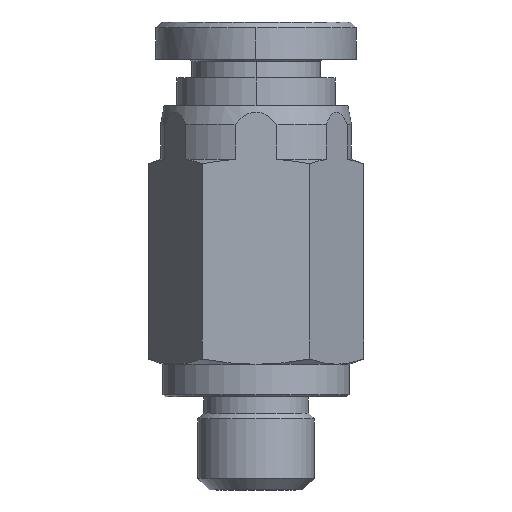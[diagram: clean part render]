
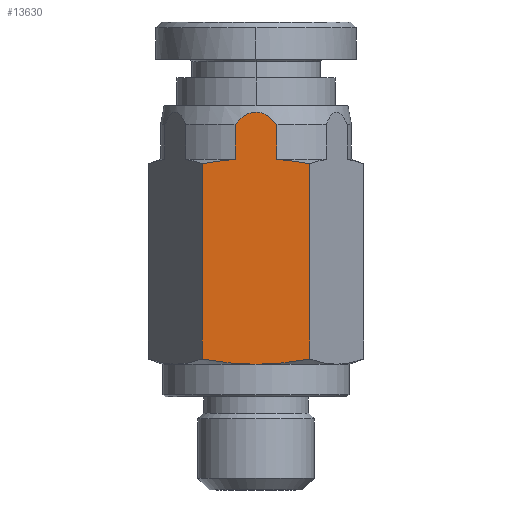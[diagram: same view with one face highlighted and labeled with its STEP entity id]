
A CAD part, left-side view. The second image highlights one B-rep face of the part: STEP entity #13630.
In plain terms, the highlighted planar face has unit normal (-1, 0, 0).
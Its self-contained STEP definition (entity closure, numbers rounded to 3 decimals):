
#630 = ORIENTED_EDGE ( 'NONE', *, *, #14442, .T. ) ;
#1407 = VERTEX_POINT ( 'NONE', #19033 ) ;
#1422 = CARTESIAN_POINT ( 'NONE',  ( 18.995, -2.309, 1.129 ) ) ;
#2256 = ORIENTED_EDGE ( 'NONE', *, *, #8133, .T. ) ;
#2418 = CARTESIAN_POINT ( 'NONE',  ( 18.995, -0.355, 11.668 ) ) ;
#2536 = EDGE_LOOP ( 'NONE', ( #18736, #10108, #3991, #10684, #630, #2256, #18755, #17256, #16077 ) ) ;
#2753 = CARTESIAN_POINT ( 'NONE',  ( 18.995, 0.9, -0.496 ) ) ;
#3262 = CARTESIAN_POINT ( 'NONE',  ( 18.995, 1.843, 9.6 ) ) ;
#3275 = AXIS2_PLACEMENT_3D ( 'NONE', #7148, #5322, #8757 ) ;
#3811 = CARTESIAN_POINT ( 'NONE',  ( 18.995, 0.182, 11.737 ) ) ;
#3991 = ORIENTED_EDGE ( 'NONE', *, *, #11725, .F. ) ;
#4015 = CARTESIAN_POINT ( 'NONE',  ( 18.995, -0.182, 11.737 ) ) ;
#4405 = EDGE_CURVE ( 'NONE', #17938, #9581, #19304, .T. ) ;
#5317 = CARTESIAN_POINT ( 'NONE',  ( 18.995, 0.777, 0.904 ) ) ;
#5322 = DIRECTION ( 'NONE',  ( -1., 0., 0. ) ) ;
#5568 = CARTESIAN_POINT ( 'NONE',  ( 18.995, -0.783, 11.341 ) ) ;
#5743 = LINE ( 'NONE', #2753, #13407 ) ;
#6302 = CARTESIAN_POINT ( 'NONE',  ( 18.995, 0.9, 9.704 ) ) ;
#6649 = CARTESIAN_POINT ( 'NONE',  ( 18.995, 1.546, 0.99 ) ) ;
#6906 = CARTESIAN_POINT ( 'NONE',  ( 18.995, 0.654, 11.469 ) ) ;
#6921 = CARTESIAN_POINT ( 'NONE',  ( 18.995, 0.9, 9.704 ) ) ;
#7039 = CARTESIAN_POINT ( 'NONE',  ( 18.995, -2.309, 9.515 ) ) ;
#7058 = CARTESIAN_POINT ( 'NONE',  ( 18.995, -0.653, 11.469 ) ) ;
#7148 = CARTESIAN_POINT ( 'NONE',  ( 18.995, -2.309, -0.496 ) ) ;
#7343 = CARTESIAN_POINT ( 'NONE',  ( 18.995, -0.9, 7.354 ) ) ;
#7398 = B_SPLINE_CURVE_WITH_KNOTS ( 'NONE', 3,
 ( #16549, #11679, #6906, #15113, #3811, #4015, #2418, #7058, #5568, #11957 ),
 .UNSPECIFIED., .F., .F.,
 ( 4, 2, 2, 2, 4 ),
 ( 0., 0.001, 0.001, 0.002, 0.002 ),
 .UNSPECIFIED. ) ;
#7757 = CARTESIAN_POINT ( 'NONE',  ( 18.995, -0.9, 11.204 ) ) ;
#8133 = EDGE_CURVE ( 'NONE', #17875, #16534, #9005, .T. ) ;
#8662 = VERTEX_POINT ( 'NONE', #16127 ) ;
#8757 = DIRECTION ( 'NONE',  ( 0., 0., 1. ) ) ;
#9005 = B_SPLINE_CURVE_WITH_KNOTS ( 'NONE', 3,
 ( #10931, #9501, #12493, #18671 ),
 .UNSPECIFIED., .F., .F.,
 ( 4, 4 ),
 ( 0., 0.002 ),
 .UNSPECIFIED. ) ;
#9501 = CARTESIAN_POINT ( 'NONE',  ( 18.995, -0.777, 0.904 ) ) ;
#9581 = VERTEX_POINT ( 'NONE', #12420 ) ;
#10108 = ORIENTED_EDGE ( 'NONE', *, *, #18775, .T. ) ;
#10327 = PLANE ( 'NONE',  #3275 ) ;
#10465 = VERTEX_POINT ( 'NONE', #6921 ) ;
#10642 = EDGE_CURVE ( 'NONE', #8662, #16534, #16203, .T. ) ;
#10682 = CARTESIAN_POINT ( 'NONE',  ( 18.995, 2.309, -0.496 ) ) ;
#10684 = ORIENTED_EDGE ( 'NONE', *, *, #4405, .T. ) ;
#10931 = CARTESIAN_POINT ( 'NONE',  ( 18.995, 0., 0.904 ) ) ;
#10983 = B_SPLINE_CURVE_WITH_KNOTS ( 'NONE', 3,
 ( #12851, #6649, #5317, #17715 ),
 .UNSPECIFIED., .F., .F.,
 ( 4, 4 ),
 ( 0., 0.002 ),
 .UNSPECIFIED. ) ;
#11679 = CARTESIAN_POINT ( 'NONE',  ( 18.995, 0.783, 11.341 ) ) ;
#11725 = EDGE_CURVE ( 'NONE', #17938, #10465, #14126, .T. ) ;
#11957 = CARTESIAN_POINT ( 'NONE',  ( 18.995, -0.9, 11.204 ) ) ;
#12420 = CARTESIAN_POINT ( 'NONE',  ( 18.995, 2.309, 1.129 ) ) ;
#12436 = EDGE_CURVE ( 'NONE', #16516, #19356, #7398, .T. ) ;
#12493 = CARTESIAN_POINT ( 'NONE',  ( 18.995, -1.546, 0.99 ) ) ;
#12851 = CARTESIAN_POINT ( 'NONE',  ( 18.995, 2.309, 1.129 ) ) ;
#13026 = CARTESIAN_POINT ( 'NONE',  ( 18.995, -2.309, -0.496 ) ) ;
#13224 = CARTESIAN_POINT ( 'NONE',  ( 18.995, -1.373, 9.666 ) ) ;
#13362 = CARTESIAN_POINT ( 'NONE',  ( 18.995, 0., 0.904 ) ) ;
#13364 = CARTESIAN_POINT ( 'NONE',  ( 18.995, -1.843, 9.6 ) ) ;
#13407 = VECTOR ( 'NONE', #15351, 1000. ) ;
#13507 = VECTOR ( 'NONE', #14676, 1000. ) ;
#13630 = ADVANCED_FACE ( 'NONE', ( #18295 ), #10327, .T. ) ;
#13983 = B_SPLINE_CURVE_WITH_KNOTS ( 'NONE', 3,
 ( #7039, #13364, #13224, #14952 ),
 .UNSPECIFIED., .F., .F.,
 ( 4, 4 ),
 ( 0., 0.001 ),
 .UNSPECIFIED. ) ;
#14126 = B_SPLINE_CURVE_WITH_KNOTS ( 'NONE', 3,
 ( #14155, #3262, #15745, #6302 ),
 .UNSPECIFIED., .F., .F.,
 ( 4, 4 ),
 ( 0., 0.001 ),
 .UNSPECIFIED. ) ;
#14155 = CARTESIAN_POINT ( 'NONE',  ( 18.995, 2.309, 9.515 ) ) ;
#14442 = EDGE_CURVE ( 'NONE', #9581, #17875, #10983, .T. ) ;
#14676 = DIRECTION ( 'NONE',  ( 0., 0., -1. ) ) ;
#14952 = CARTESIAN_POINT ( 'NONE',  ( 18.995, -0.9, 9.704 ) ) ;
#15113 = CARTESIAN_POINT ( 'NONE',  ( 18.995, 0.355, 11.668 ) ) ;
#15147 = VECTOR ( 'NONE', #20170, 1000. ) ;
#15188 = DIRECTION ( 'NONE',  ( 0., 0., -1. ) ) ;
#15215 = CARTESIAN_POINT ( 'NONE',  ( 18.995, 2.309, 9.515 ) ) ;
#15351 = DIRECTION ( 'NONE',  ( 0., 0., -1. ) ) ;
#15659 = EDGE_CURVE ( 'NONE', #8662, #1407, #13983, .T. ) ;
#15745 = CARTESIAN_POINT ( 'NONE',  ( 18.995, 1.373, 9.666 ) ) ;
#15833 = EDGE_CURVE ( 'NONE', #19356, #1407, #19057, .T. ) ;
#16077 = ORIENTED_EDGE ( 'NONE', *, *, #15833, .F. ) ;
#16127 = CARTESIAN_POINT ( 'NONE',  ( 18.995, -2.309, 9.515 ) ) ;
#16203 = LINE ( 'NONE', #13026, #13507 ) ;
#16516 = VERTEX_POINT ( 'NONE', #18888 ) ;
#16534 = VERTEX_POINT ( 'NONE', #1422 ) ;
#16549 = CARTESIAN_POINT ( 'NONE',  ( 18.995, 0.9, 11.204 ) ) ;
#17256 = ORIENTED_EDGE ( 'NONE', *, *, #15659, .T. ) ;
#17715 = CARTESIAN_POINT ( 'NONE',  ( 18.995, 0., 0.904 ) ) ;
#17875 = VERTEX_POINT ( 'NONE', #13362 ) ;
#17938 = VERTEX_POINT ( 'NONE', #15215 ) ;
#18295 = FACE_OUTER_BOUND ( 'NONE', #2536, .T. ) ;
#18565 = VECTOR ( 'NONE', #15188, 1000. ) ;
#18671 = CARTESIAN_POINT ( 'NONE',  ( 18.995, -2.309, 1.129 ) ) ;
#18736 = ORIENTED_EDGE ( 'NONE', *, *, #12436, .F. ) ;
#18755 = ORIENTED_EDGE ( 'NONE', *, *, #10642, .F. ) ;
#18775 = EDGE_CURVE ( 'NONE', #16516, #10465, #5743, .T. ) ;
#18888 = CARTESIAN_POINT ( 'NONE',  ( 18.995, 0.9, 11.204 ) ) ;
#19033 = CARTESIAN_POINT ( 'NONE',  ( 18.995, -0.9, 9.704 ) ) ;
#19057 = LINE ( 'NONE', #7343, #18565 ) ;
#19304 = LINE ( 'NONE', #10682, #15147 ) ;
#19356 = VERTEX_POINT ( 'NONE', #7757 ) ;
#20170 = DIRECTION ( 'NONE',  ( 0., 0., -1. ) ) ;
